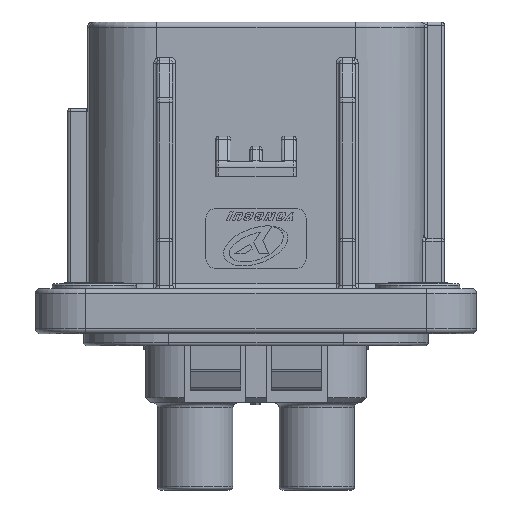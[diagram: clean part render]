
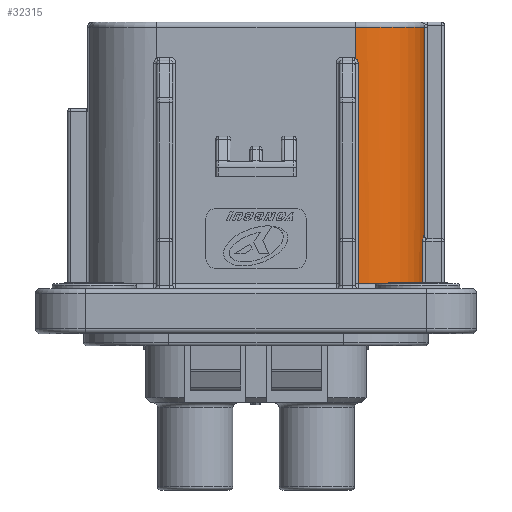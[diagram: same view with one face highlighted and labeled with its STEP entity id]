
A CAD part, front view. The second image highlights one B-rep face of the part: STEP entity #32315.
In plain terms, the highlighted cylindrical face has radius 6.9 mm (diameter 13.8 mm), a partial arc.
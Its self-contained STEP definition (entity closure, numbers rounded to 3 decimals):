
#1140 = CARTESIAN_POINT ( 'NONE',  ( 17.33, -4.293, 1.964 ) ) ;
#1530 = CARTESIAN_POINT ( 'NONE',  ( 10.778, -10.276, 19.164 ) ) ;
#2319 = DIRECTION ( 'NONE',  ( 1., 0., 0. ) ) ;
#2484 = EDGE_CURVE ( 'NONE', #63356, #3529, #59377, .T. ) ;
#3256 = ORIENTED_EDGE ( 'NONE', *, *, #62542, .T. ) ;
#3529 = VERTEX_POINT ( 'NONE', #59659 ) ;
#3561 = AXIS2_PLACEMENT_3D ( 'NONE', #85232, #44790, #4414 ) ;
#4001 = EDGE_CURVE ( 'NONE', #66792, #28128, #51904, .T. ) ;
#4051 = CARTESIAN_POINT ( 'NONE',  ( 17.229, -4.868, 23.264 ) ) ;
#4092 = LINE ( 'NONE', #4051, #21952 ) ;
#4414 = DIRECTION ( 'NONE',  ( 1., 0., 0. ) ) ;
#5930 = CIRCLE ( 'NONE', #40662, 6.9 ) ;
#8269 = LINE ( 'NONE', #18639, #23994 ) ;
#9381 = CARTESIAN_POINT ( 'NONE',  ( 17.391, -3.382, 22.764 ) ) ;
#12526 = CYLINDRICAL_SURFACE ( 'NONE', #32546, 6.9 ) ;
#14193 = CARTESIAN_POINT ( 'NONE',  ( 17.391, -3.43, 1.958 ) ) ;
#14278 = CARTESIAN_POINT ( 'NONE',  ( 10.653, -10.281, 19.552 ) ) ;
#14625 = FACE_OUTER_BOUND ( 'NONE', #64193, .T. ) ;
#15079 = EDGE_CURVE ( 'NONE', #44929, #63356, #27429, .T. ) ;
#16578 = VERTEX_POINT ( 'NONE', #1140 ) ;
#17744 = DIRECTION ( 'NONE',  ( 0., 0., -1. ) ) ;
#18138 = VECTOR ( 'NONE', #17744, 1000. ) ;
#18187 = EDGE_CURVE ( 'NONE', #16578, #39903, #44523, .T. ) ;
#18639 = CARTESIAN_POINT ( 'NONE',  ( 10.491, -10.282, 23.264 ) ) ;
#19037 = ORIENTED_EDGE ( 'NONE', *, *, #56551, .T. ) ;
#19423 = CARTESIAN_POINT ( 'NONE',  ( 10.491, -10.282, 22.764 ) ) ;
#21019 = CARTESIAN_POINT ( 'NONE',  ( 10.491, -10.282, 19.684 ) ) ;
#21952 = VECTOR ( 'NONE', #30485, 1000. ) ;
#23994 = VECTOR ( 'NONE', #25357, 1000. ) ;
#25088 = VERTEX_POINT ( 'NONE', #27636 ) ;
#25357 = DIRECTION ( 'NONE',  ( 0., 0., -1. ) ) ;
#26433 = ORIENTED_EDGE ( 'NONE', *, *, #2484, .T. ) ;
#27429 = B_SPLINE_CURVE_WITH_KNOTS ( 'NONE', 3,
 ( #21019, #61381, #14278, #27765, #75001, #34567 ),
 .UNSPECIFIED., .F., .F.,
 ( 4, 2, 4 ),
 ( 0., 0., 0.001 ),
 .UNSPECIFIED. ) ;
#27636 = CARTESIAN_POINT ( 'NONE',  ( 17.229, -4.868, -2.836 ) ) ;
#27765 = CARTESIAN_POINT ( 'NONE',  ( 10.752, -10.278, 19.371 ) ) ;
#28128 = VERTEX_POINT ( 'NONE', #29344 ) ;
#29344 = CARTESIAN_POINT ( 'NONE',  ( 17.391, -3.382, 1.945 ) ) ;
#30304 = ORIENTED_EDGE ( 'NONE', *, *, #18187, .F. ) ;
#30485 = DIRECTION ( 'NONE',  ( 0., 0., 1. ) ) ;
#30516 = ORIENTED_EDGE ( 'NONE', *, *, #57548, .T. ) ;
#32072 = CARTESIAN_POINT ( 'NONE',  ( 17.243, -4.808, 1.673 ) ) ;
#32315 = ADVANCED_FACE ( 'NONE', ( #14625 ), #12526, .T. ) ;
#32546 = AXIS2_PLACEMENT_3D ( 'NONE', #64189, #71031, #57436 ) ;
#33416 = ORIENTED_EDGE ( 'NONE', *, *, #37939, .T. ) ;
#34567 = CARTESIAN_POINT ( 'NONE',  ( 10.778, -10.276, 19.164 ) ) ;
#37939 = EDGE_CURVE ( 'NONE', #66792, #59686, #54858, .T. ) ;
#38856 = CARTESIAN_POINT ( 'NONE',  ( 17.229, -4.868, 1.364 ) ) ;
#39648 = CARTESIAN_POINT ( 'NONE',  ( 10.491, -3.382, -2.836 ) ) ;
#39845 = EDGE_CURVE ( 'NONE', #25088, #39903, #4092, .T. ) ;
#39903 = VERTEX_POINT ( 'NONE', #44987 ) ;
#40662 = AXIS2_PLACEMENT_3D ( 'NONE', #39648, #86914, #46463 ) ;
#42665 = DIRECTION ( 'NONE',  ( 0., 0., 1. ) ) ;
#44038 = CARTESIAN_POINT ( 'NONE',  ( 17.389, -3.526, 1.964 ) ) ;
#44523 = B_SPLINE_CURVE_WITH_KNOTS ( 'NONE', 3,
 ( #58886, #52154, #72489, #32072, #79337, #38856 ),
 .UNSPECIFIED., .F., .F.,
 ( 4, 2, 4 ),
 ( 0., 0., 0.001 ),
 .UNSPECIFIED. ) ;
#44790 = DIRECTION ( 'NONE',  ( 0., 0., -1. ) ) ;
#44929 = VERTEX_POINT ( 'NONE', #46649 ) ;
#44987 = CARTESIAN_POINT ( 'NONE',  ( 17.229, -4.868, 1.364 ) ) ;
#46463 = DIRECTION ( 'NONE',  ( 1., 0., 0. ) ) ;
#46649 = CARTESIAN_POINT ( 'NONE',  ( 10.491, -10.282, 19.684 ) ) ;
#47793 = CARTESIAN_POINT ( 'NONE',  ( 17.39, -3.477, 1.964 ) ) ;
#48407 = EDGE_CURVE ( 'NONE', #59686, #44929, #8269, .T. ) ;
#51904 = LINE ( 'NONE', #58073, #18138 ) ;
#52154 = CARTESIAN_POINT ( 'NONE',  ( 17.31, -4.448, 1.964 ) ) ;
#54858 = CIRCLE ( 'NONE', #3561, 6.9 ) ;
#56042 = AXIS2_PLACEMENT_3D ( 'NONE', #83141, #42665, #2319 ) ;
#56551 = EDGE_CURVE ( 'NONE', #16578, #70867, #65207, .T. ) ;
#57436 = DIRECTION ( 'NONE',  ( -1., 0., 0. ) ) ;
#57548 = EDGE_CURVE ( 'NONE', #70867, #28128, #78122, .T. ) ;
#58073 = CARTESIAN_POINT ( 'NONE',  ( 17.391, -3.382, 23.264 ) ) ;
#58329 = ORIENTED_EDGE ( 'NONE', *, *, #15079, .T. ) ;
#58886 = CARTESIAN_POINT ( 'NONE',  ( 17.33, -4.293, 1.964 ) ) ;
#59377 = LINE ( 'NONE', #77175, #75273 ) ;
#59659 = CARTESIAN_POINT ( 'NONE',  ( 10.778, -10.276, -2.836 ) ) ;
#59686 = VERTEX_POINT ( 'NONE', #19423 ) ;
#61292 = CARTESIAN_POINT ( 'NONE',  ( 17.391, -3.382, 1.945 ) ) ;
#61381 = CARTESIAN_POINT ( 'NONE',  ( 10.58, -10.282, 19.63 ) ) ;
#62542 = EDGE_CURVE ( 'NONE', #3529, #25088, #5930, .T. ) ;
#63356 = VERTEX_POINT ( 'NONE', #1530 ) ;
#64189 = CARTESIAN_POINT ( 'NONE',  ( 10.491, -3.382, 23.264 ) ) ;
#64193 = EDGE_LOOP ( 'NONE', ( #19037, #30516, #81332, #33416, #69522, #58329, #26433, #3256, #67778, #30304 ) ) ;
#65207 = CIRCLE ( 'NONE', #56042, 6.9 ) ;
#66792 = VERTEX_POINT ( 'NONE', #9381 ) ;
#67778 = ORIENTED_EDGE ( 'NONE', *, *, #39845, .T. ) ;
#69522 = ORIENTED_EDGE ( 'NONE', *, *, #48407, .T. ) ;
#70867 = VERTEX_POINT ( 'NONE', #44038 ) ;
#71031 = DIRECTION ( 'NONE',  ( 0., 0., -1. ) ) ;
#72489 = CARTESIAN_POINT ( 'NONE',  ( 17.284, -4.598, 1.896 ) ) ;
#75001 = CARTESIAN_POINT ( 'NONE',  ( 10.778, -10.276, 19.268 ) ) ;
#75273 = VECTOR ( 'NONE', #83989, 1000. ) ;
#77175 = CARTESIAN_POINT ( 'NONE',  ( 10.778, -10.276, 23.264 ) ) ;
#78122 = B_SPLINE_CURVE_WITH_KNOTS ( 'NONE', 3,
 ( #81469, #47793, #14193, #61292 ),
 .UNSPECIFIED., .F., .F.,
 ( 4, 4 ),
 ( 0., 0. ),
 .UNSPECIFIED. ) ;
#79337 = CARTESIAN_POINT ( 'NONE',  ( 17.229, -4.868, 1.52 ) ) ;
#81332 = ORIENTED_EDGE ( 'NONE', *, *, #4001, .F. ) ;
#81469 = CARTESIAN_POINT ( 'NONE',  ( 17.389, -3.526, 1.964 ) ) ;
#83141 = CARTESIAN_POINT ( 'NONE',  ( 10.491, -3.382, 1.964 ) ) ;
#83989 = DIRECTION ( 'NONE',  ( 0., 0., -1. ) ) ;
#85232 = CARTESIAN_POINT ( 'NONE',  ( 10.491, -3.382, 22.764 ) ) ;
#86914 = DIRECTION ( 'NONE',  ( 0., 0., 1. ) ) ;
